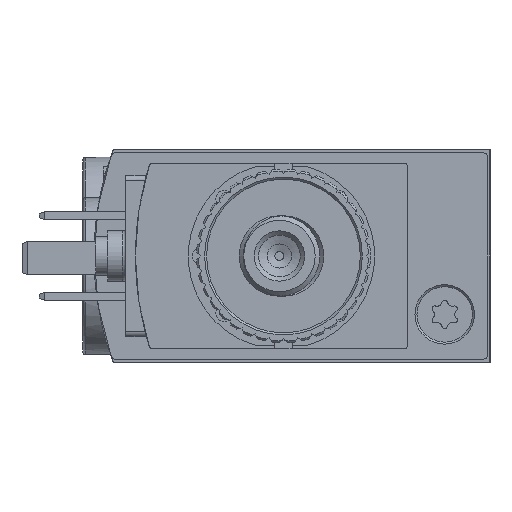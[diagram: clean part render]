
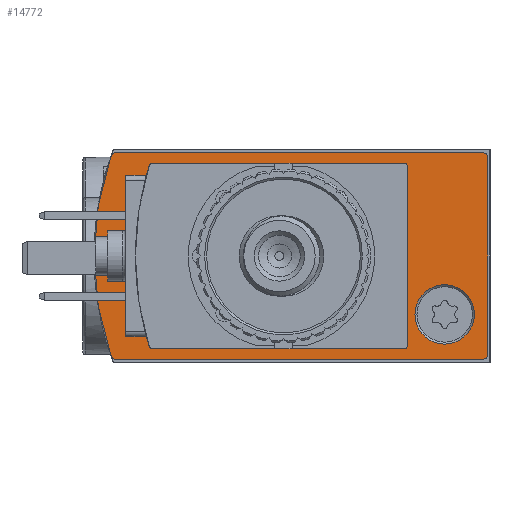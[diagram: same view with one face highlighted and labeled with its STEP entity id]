
A CAD part, left-side view. The second image highlights one B-rep face of the part: STEP entity #14772.
In plain terms, the highlighted planar face has unit normal (-1, 0, 0).
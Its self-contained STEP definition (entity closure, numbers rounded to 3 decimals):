
#1143=LINE('',#25068,#2546);
#1148=LINE('',#25085,#2551);
#1152=LINE('',#25097,#2555);
#2546=VECTOR('',#20595,1000.);
#2551=VECTOR('',#20610,1000.);
#2555=VECTOR('',#20622,1000.);
#5025=ORIENTED_EDGE('',*,*,#8475,.F.);
#5026=ORIENTED_EDGE('',*,*,#8476,.T.);
#5027=ORIENTED_EDGE('',*,*,#8477,.T.);
#5028=ORIENTED_EDGE('',*,*,#8452,.F.);
#5029=ORIENTED_EDGE('',*,*,#8471,.F.);
#5030=ORIENTED_EDGE('',*,*,#8428,.F.);
#5031=ORIENTED_EDGE('',*,*,#8469,.F.);
#5032=ORIENTED_EDGE('',*,*,#8466,.F.);
#5033=ORIENTED_EDGE('',*,*,#8463,.F.);
#5034=ORIENTED_EDGE('',*,*,#8460,.F.);
#5035=ORIENTED_EDGE('',*,*,#8456,.F.);
#8428=EDGE_CURVE('',#10320,#10321,#11441,.T.);
#8452=EDGE_CURVE('',#10344,#10345,#1143,.T.);
#8456=EDGE_CURVE('',#10345,#10348,#11450,.T.);
#8460=EDGE_CURVE('',#10348,#10351,#1148,.T.);
#8463=EDGE_CURVE('',#10351,#10353,#11453,.T.);
#8466=EDGE_CURVE('',#10353,#10355,#1152,.T.);
#8469=EDGE_CURVE('',#10355,#10320,#11455,.T.);
#8471=EDGE_CURVE('',#10321,#10344,#11457,.T.);
#8475=EDGE_CURVE('',#10359,#10359,#11461,.F.);
#8476=EDGE_CURVE('',#10360,#10360,#11462,.T.);
#8477=EDGE_CURVE('',#10361,#10361,#11463,.T.);
#10320=VERTEX_POINT('',#25011);
#10321=VERTEX_POINT('',#25012);
#10344=VERTEX_POINT('',#25069);
#10345=VERTEX_POINT('',#25070);
#10348=VERTEX_POINT('',#25078);
#10351=VERTEX_POINT('',#25086);
#10353=VERTEX_POINT('',#25092);
#10355=VERTEX_POINT('',#25098);
#10359=VERTEX_POINT('',#25115);
#10360=VERTEX_POINT('',#25117);
#10361=VERTEX_POINT('',#25119);
#11441=CIRCLE('',#17960,30.);
#11450=CIRCLE('',#17971,0.5);
#11453=CIRCLE('',#17976,0.5);
#11455=CIRCLE('',#17980,0.5);
#11457=CIRCLE('',#17983,0.5);
#11461=CIRCLE('',#17989,5.);
#11462=CIRCLE('',#17990,2.95);
#11463=CIRCLE('',#17991,2.95);
#12258=EDGE_LOOP('',(#5025));
#12259=EDGE_LOOP('',(#5026));
#12260=EDGE_LOOP('',(#5027));
#12261=EDGE_LOOP('',(#5028,#5029,#5030,#5031,#5032,#5033,#5034,#5035));
#13312=FACE_BOUND('',#12258,.T.);
#13313=FACE_BOUND('',#12259,.T.);
#13314=FACE_BOUND('',#12260,.T.);
#13315=FACE_BOUND('',#12261,.T.);
#14151=PLANE('',#17988);
#14772=ADVANCED_FACE('',(#13312,#13313,#13314,#13315),#14151,.F.);
#17960=AXIS2_PLACEMENT_3D('',#25010,#20563,#20564);
#17971=AXIS2_PLACEMENT_3D('',#25077,#20601,#20602);
#17976=AXIS2_PLACEMENT_3D('',#25091,#20615,#20616);
#17980=AXIS2_PLACEMENT_3D('',#25103,#20627,#20628);
#17983=AXIS2_PLACEMENT_3D('',#25106,#20633,#20634);
#17988=AXIS2_PLACEMENT_3D('',#25113,#20643,#20644);
#17989=AXIS2_PLACEMENT_3D('',#25114,#20645,#20646);
#17990=AXIS2_PLACEMENT_3D('',#25116,#20647,#20648);
#17991=AXIS2_PLACEMENT_3D('',#25118,#20649,#20650);
#20563=DIRECTION('',(1.,0.,0.));
#20564=DIRECTION('',(0.,0.,-1.));
#20595=DIRECTION('',(0.,-1.,0.));
#20601=DIRECTION('',(1.,0.,0.));
#20602=DIRECTION('',(0.,0.,-1.));
#20610=DIRECTION('',(0.,0.,-1.));
#20615=DIRECTION('',(1.,0.,0.));
#20616=DIRECTION('',(0.,0.,-1.));
#20622=DIRECTION('',(0.,1.,0.));
#20627=DIRECTION('',(1.,0.,0.));
#20628=DIRECTION('',(0.,0.,-1.));
#20633=DIRECTION('',(1.,0.,0.));
#20634=DIRECTION('',(0.,0.,-1.));
#20643=DIRECTION('',(1.,0.,0.));
#20644=DIRECTION('',(0.,0.,-1.));
#20645=DIRECTION('',(1.,0.,0.));
#20646=DIRECTION('',(0.,0.,-1.));
#20647=DIRECTION('',(1.,0.,0.));
#20648=DIRECTION('',(0.,0.,-1.));
#20649=DIRECTION('',(1.,0.,0.));
#20650=DIRECTION('',(0.,0.,-1.));
#25010=CARTESIAN_POINT('',(0.,9.3,0.));
#25011=CARTESIAN_POINT('',(0.,37.614,-9.915));
#25012=CARTESIAN_POINT('',(0.,37.614,9.915));
#25068=CARTESIAN_POINT('',(0.,37.142,10.25));
#25069=CARTESIAN_POINT('',(0.,37.142,10.25));
#25070=CARTESIAN_POINT('',(0.,0.7,10.25));
#25077=CARTESIAN_POINT('',(0.,0.7,9.75));
#25078=CARTESIAN_POINT('',(0.,0.2,9.75));
#25085=CARTESIAN_POINT('',(0.,0.2,9.75));
#25086=CARTESIAN_POINT('',(0.,0.2,-9.75));
#25091=CARTESIAN_POINT('',(0.,0.7,-9.75));
#25092=CARTESIAN_POINT('',(0.,0.7,-10.25));
#25097=CARTESIAN_POINT('',(0.,0.7,-10.25));
#25098=CARTESIAN_POINT('',(0.,37.142,-10.25));
#25103=CARTESIAN_POINT('',(0.,37.142,-9.75));
#25106=CARTESIAN_POINT('',(0.,37.142,9.75));
#25113=CARTESIAN_POINT('',(0.,0.7,9.75));
#25114=CARTESIAN_POINT('',(0.,20.9,0.));
#25115=CARTESIAN_POINT('',(0.,20.9,-5.));
#25116=CARTESIAN_POINT('',(0.,31.7,5.8));
#25117=CARTESIAN_POINT('',(0.,31.7,2.85));
#25118=CARTESIAN_POINT('',(0.,4.5,-5.8));
#25119=CARTESIAN_POINT('',(0.,4.5,-8.75));
